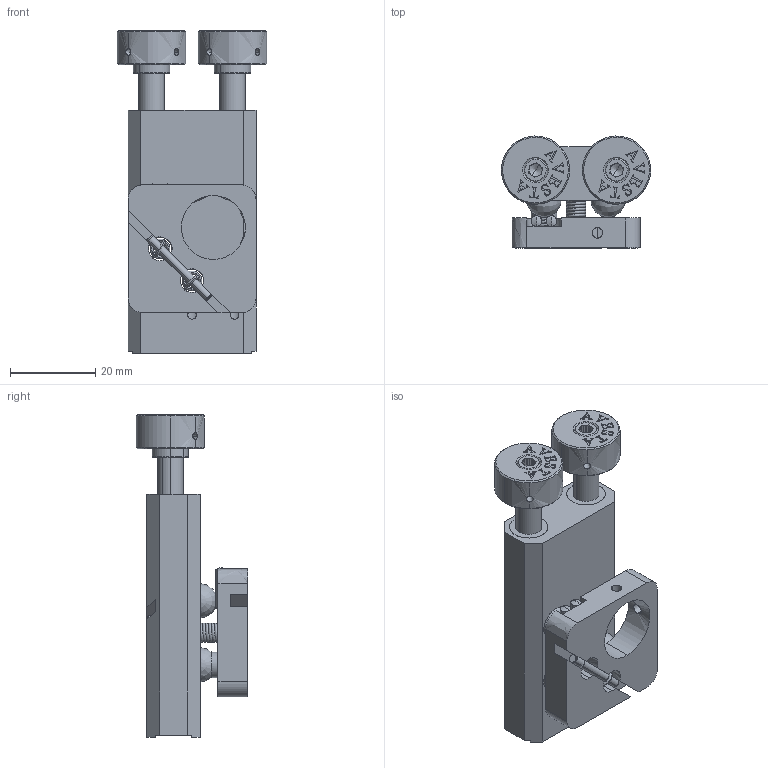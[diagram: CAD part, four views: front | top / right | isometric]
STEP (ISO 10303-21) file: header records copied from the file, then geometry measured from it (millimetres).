
FILE_DESCRIPTION(/* description */ (''),/* implementation_level */ '2;1');
FILE_NAME(/* name */ 'MMS-TRB',/* time_stamp */ '2021-08-20T14:08:54+03:00',/* author */ (''),/* organization */ (''),/* preprocessor_version */ 'ST-DEVELOPER v15',/* originating_system */ '',/* authorisation */ '');
FILE_SCHEMA (('AUTOMOTIVE_DESIGN'));
Length unit declared in the file: millimetre
Products named in the file (5): Document; Block 04; Block 03; Block 02; Block 01
Assembly tree (4 placements, depth 2):
  Document
    Block 04
    Block 03
    Block 02
    Block 01
Bounding box: 34.99 x 26.15 x 75.64 mm (x, y, z)
Volume: 23765.4 mm3; surface area: 18846.4 mm2
Topology: 26 solids, 42 shells, 722 faces, 2017 edges, 1319 vertices
Faces by surface type: bspline 722
Entity records: 77272 total; most frequent: CARTESIAN_POINT 51953, B_SPLINE_CURVE_WITH_KNOTS 5043, ORIENTED_EDGE 3882, PCURVE 3882, DEFINITIONAL_REPRESENTATION 3882, SURFACE_CURVE 1977, EDGE_CURVE 1977, VERTEX_POINT 1319
